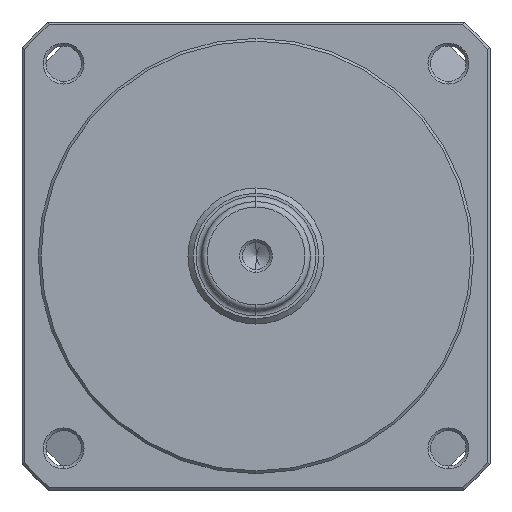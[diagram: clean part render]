
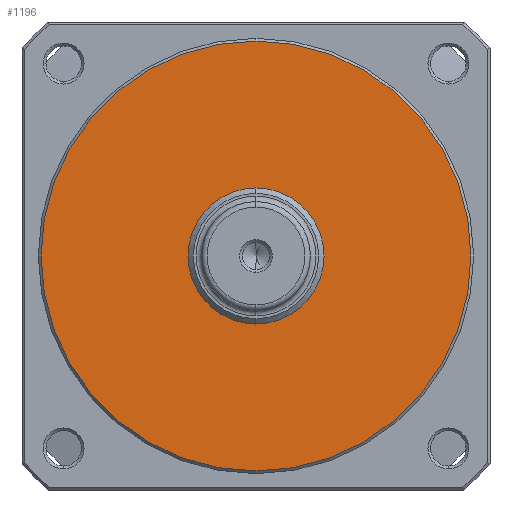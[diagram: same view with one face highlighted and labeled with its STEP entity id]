
A CAD part, left-side view. The second image highlights one B-rep face of the part: STEP entity #1196.
In plain terms, the highlighted planar face has unit normal (-1, 0, 0).
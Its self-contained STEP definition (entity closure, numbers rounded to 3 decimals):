
#82 = EDGE_LOOP ( 'NONE', ( #4559, #386 ) ) ;
#161 = EDGE_LOOP ( 'NONE', ( #1519, #3077 ) ) ;
#228 = CARTESIAN_POINT ( 'NONE',  ( 38., 12.5, 0. ) ) ;
#386 = ORIENTED_EDGE ( 'NONE', *, *, #3554, .T. ) ;
#446 = AXIS2_PLACEMENT_3D ( 'NONE', #3093, #2719, #4238 ) ;
#1140 = CIRCLE ( 'NONE', #1780, 12.5 ) ;
#1192 = DIRECTION ( 'NONE',  ( -1., 0., 0. ) ) ;
#1194 = DIRECTION ( 'NONE',  ( 0., 0., 1. ) ) ;
#1196 = ADVANCED_FACE ( 'NONE', ( #3300, #1763 ), #2527, .F. ) ;
#1481 = EDGE_CURVE ( 'NONE', #1651, #1782, #1140, .T. ) ;
#1519 = ORIENTED_EDGE ( 'NONE', *, *, #1481, .F. ) ;
#1573 = CARTESIAN_POINT ( 'NONE',  ( 38., 0., 0. ) ) ;
#1651 = VERTEX_POINT ( 'NONE', #3164 ) ;
#1657 = DIRECTION ( 'NONE',  ( 0., 0., 1. ) ) ;
#1763 = FACE_OUTER_BOUND ( 'NONE', #82, .T. ) ;
#1780 = AXIS2_PLACEMENT_3D ( 'NONE', #1573, #1192, #4615 ) ;
#1782 = VERTEX_POINT ( 'NONE', #2995 ) ;
#1811 = CIRCLE ( 'NONE', #4605, 39.5 ) ;
#1817 = CIRCLE ( 'NONE', #446, 12.5 ) ;
#1912 = VERTEX_POINT ( 'NONE', #3048 ) ;
#2527 = PLANE ( 'NONE',  #2981 ) ;
#2719 = DIRECTION ( 'NONE',  ( -1., 0., 0. ) ) ;
#2725 = DIRECTION ( 'NONE',  ( -1., 0., 0. ) ) ;
#2976 = CARTESIAN_POINT ( 'NONE',  ( 38., 0., 0. ) ) ;
#2981 = AXIS2_PLACEMENT_3D ( 'NONE', #228, #4809, #4704 ) ;
#2995 = CARTESIAN_POINT ( 'NONE',  ( 38., 0., -12.5 ) ) ;
#3029 = EDGE_CURVE ( 'NONE', #1912, #3450, #1811, .T. ) ;
#3048 = CARTESIAN_POINT ( 'NONE',  ( 38., 0., -39.5 ) ) ;
#3077 = ORIENTED_EDGE ( 'NONE', *, *, #3907, .F. ) ;
#3093 = CARTESIAN_POINT ( 'NONE',  ( 38., 0., 0. ) ) ;
#3164 = CARTESIAN_POINT ( 'NONE',  ( 38., 0., 12.5 ) ) ;
#3300 = FACE_BOUND ( 'NONE', #161, .T. ) ;
#3343 = CIRCLE ( 'NONE', #3822, 39.5 ) ;
#3450 = VERTEX_POINT ( 'NONE', #4935 ) ;
#3554 = EDGE_CURVE ( 'NONE', #3450, #1912, #3343, .T. ) ;
#3639 = DIRECTION ( 'NONE',  ( -1., 0., 0. ) ) ;
#3822 = AXIS2_PLACEMENT_3D ( 'NONE', #4284, #3639, #1657 ) ;
#3907 = EDGE_CURVE ( 'NONE', #1782, #1651, #1817, .T. ) ;
#4238 = DIRECTION ( 'NONE',  ( 0., 0., 1. ) ) ;
#4284 = CARTESIAN_POINT ( 'NONE',  ( 38., 0., 0. ) ) ;
#4559 = ORIENTED_EDGE ( 'NONE', *, *, #3029, .T. ) ;
#4605 = AXIS2_PLACEMENT_3D ( 'NONE', #2976, #2725, #1194 ) ;
#4615 = DIRECTION ( 'NONE',  ( 0., 0., 1. ) ) ;
#4704 = DIRECTION ( 'NONE',  ( 0., 0., -1. ) ) ;
#4809 = DIRECTION ( 'NONE',  ( 1., 0., 0. ) ) ;
#4935 = CARTESIAN_POINT ( 'NONE',  ( 38., 0., 39.5 ) ) ;
